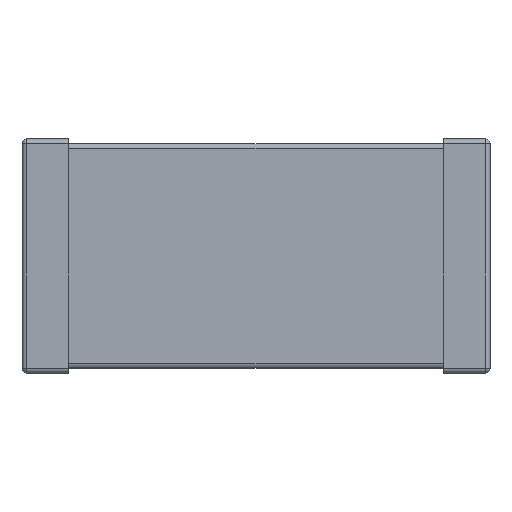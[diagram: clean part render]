
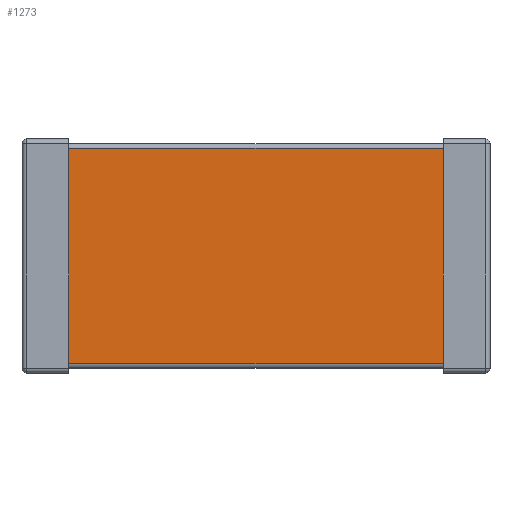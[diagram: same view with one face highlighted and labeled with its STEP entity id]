
A CAD part, top view. The second image highlights one B-rep face of the part: STEP entity #1273.
In plain terms, the highlighted planar face has unit normal (0, 0, 1).
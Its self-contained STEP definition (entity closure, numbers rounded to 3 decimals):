
#1066 = CARTESIAN_POINT ( 'NONE',  ( 2., 1.15, 0.6 ) ) ;
#1067 = VERTEX_POINT ( 'NONE', #1066 ) ;
#1075 = CARTESIAN_POINT ( 'NONE',  ( 2., -1.15, 0.6 ) ) ;
#1076 = VERTEX_POINT ( 'NONE', #1075 ) ;
#1077 = CARTESIAN_POINT ( 'NONE',  ( 2., -1.2, 0.6 ) ) ;
#1078 = DIRECTION ( 'NONE',  ( 0., 1., 0. ) ) ;
#1079 = VECTOR ( 'NONE', #1078, 1000. ) ;
#1080 = LINE ( 'NONE', #1077, #1079 ) ;
#1081 = EDGE_CURVE ( 'NONE', #1076, #1067, #1080, .T. ) ;
#1163 = CARTESIAN_POINT ( 'NONE',  ( -2., 1.15, 0.6 ) ) ;
#1164 = VERTEX_POINT ( 'NONE', #1163 ) ;
#1165 = CARTESIAN_POINT ( 'NONE',  ( -2., -1.15, 0.6 ) ) ;
#1166 = VERTEX_POINT ( 'NONE', #1165 ) ;
#1167 = CARTESIAN_POINT ( 'NONE',  ( -2., -1.2, 0.6 ) ) ;
#1168 = DIRECTION ( 'NONE',  ( 0., -1., 0. ) ) ;
#1169 = VECTOR ( 'NONE', #1168, 1000. ) ;
#1170 = LINE ( 'NONE', #1167, #1169 ) ;
#1171 = EDGE_CURVE ( 'NONE', #1164, #1166, #1170, .T. ) ;
#1252 = ORIENTED_EDGE ( 'NONE', *, *, #1081, .T. ) ;
#1253 = CARTESIAN_POINT ( 'NONE',  ( 0., 1.15, 0.6 ) ) ;
#1254 = DIRECTION ( 'NONE',  ( -1., 0., 0. ) ) ;
#1255 = VECTOR ( 'NONE', #1254, 1000. ) ;
#1256 = LINE ( 'NONE', #1253, #1255 ) ;
#1257 = EDGE_CURVE ( 'NONE', #1067, #1164, #1256, .T. ) ;
#1258 = ORIENTED_EDGE ( 'NONE', *, *, #1257, .T. ) ;
#1259 = ORIENTED_EDGE ( 'NONE', *, *, #1171, .T. ) ;
#1260 = CARTESIAN_POINT ( 'NONE',  ( 0., -1.15, 0.6 ) ) ;
#1261 = DIRECTION ( 'NONE',  ( 1., 0., 0. ) ) ;
#1262 = VECTOR ( 'NONE', #1261, 1000. ) ;
#1263 = LINE ( 'NONE', #1260, #1262 ) ;
#1264 = EDGE_CURVE ( 'NONE', #1166, #1076, #1263, .T. ) ;
#1265 = ORIENTED_EDGE ( 'NONE', *, *, #1264, .T. ) ;
#1266 = EDGE_LOOP ( 'NONE', ( #1252, #1258, #1259, #1265 ) ) ;
#1267 = FACE_OUTER_BOUND ( 'NONE', #1266, .T. ) ;
#1268 = CARTESIAN_POINT ( 'NONE',  ( 0., 0., 0.6 ) ) ;
#1269 = DIRECTION ( 'NONE',  ( 0., 0., -1. ) ) ;
#1270 = DIRECTION ( 'NONE',  ( 0., 1., 0. ) ) ;
#1271 = AXIS2_PLACEMENT_3D ( 'NONE', #1268, #1269, #1270 ) ;
#1272 = PLANE ( 'NONE', #1271 ) ;
#1273 = ADVANCED_FACE ( 'NONE', ( #1267 ), #1272, .F. ) ;
